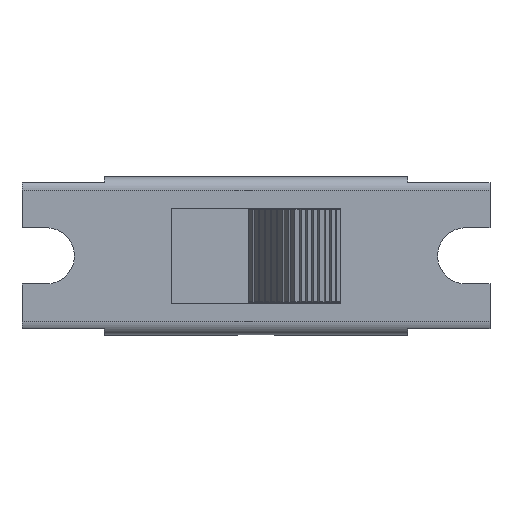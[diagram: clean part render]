
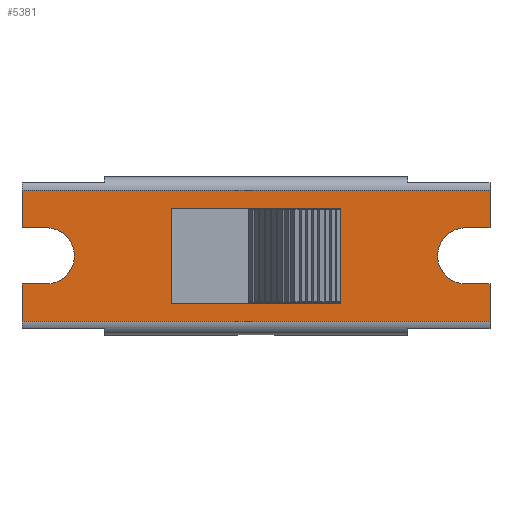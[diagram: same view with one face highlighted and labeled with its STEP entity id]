
A CAD part, top view. The second image highlights one B-rep face of the part: STEP entity #5381.
In plain terms, the highlighted planar face has unit normal (0, 0, 1).
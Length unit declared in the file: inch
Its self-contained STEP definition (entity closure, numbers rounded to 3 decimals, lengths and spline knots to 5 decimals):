
#2512=CARTESIAN_POINT('',(0.13976,0.07598,0.25));
#2513=VERTEX_POINT('',#2512);
#2514=CARTESIAN_POINT('',(0.13976,-0.07598,0.25));
#2515=VERTEX_POINT('',#2514);
#2516=CARTESIAN_POINT('',(0.13976,0.07598,0.25));
#2517=DIRECTION('',(0.0,-1.0,0.0));
#2518=VECTOR('',#2517,0.15197);
#2519=LINE('',#2516,#2518);
#2520=EDGE_CURVE('',#2513,#2515,#2519,.T.);
#4109=CARTESIAN_POINT('',(0.13976,0.07874,0.25));
#4110=VERTEX_POINT('',#4109);
#4111=CARTESIAN_POINT('',(0.13976,0.07874,0.25));
#4112=DIRECTION('',(0.0,-1.0,0.0));
#4113=VECTOR('',#4112,0.00276);
#4114=LINE('',#4111,#4113);
#4115=EDGE_CURVE('',#4110,#2513,#4114,.T.);
#4134=CARTESIAN_POINT('',(0.13976,-0.07874,0.25));
#4135=VERTEX_POINT('',#4134);
#4142=CARTESIAN_POINT('',(0.13976,-0.07598,0.25));
#4143=DIRECTION('',(0.0,-1.0,0.0));
#4144=VECTOR('',#4143,0.00276);
#4145=LINE('',#4142,#4144);
#4146=EDGE_CURVE('',#2515,#4135,#4145,.T.);
#4962=CARTESIAN_POINT('',(-0.38504,0.10787,0.25));
#4963=VERTEX_POINT('',#4962);
#4971=CARTESIAN_POINT('',(0.38504,0.10787,0.25));
#4972=VERTEX_POINT('',#4971);
#4973=CARTESIAN_POINT('',(-0.38504,0.10787,0.25));
#4974=DIRECTION('',(1.0,0.0,0.0));
#4975=VECTOR('',#4974,0.77008);
#4976=LINE('',#4973,#4975);
#4977=EDGE_CURVE('',#4963,#4972,#4976,.T.);
#5192=CARTESIAN_POINT('',(0.38504,-0.10787,0.25));
#5193=VERTEX_POINT('',#5192);
#5201=CARTESIAN_POINT('',(-0.38504,-0.10787,0.25));
#5202=VERTEX_POINT('',#5201);
#5203=CARTESIAN_POINT('',(0.38504,-0.10787,0.25));
#5204=DIRECTION('',(-1.0,0.0,0.0));
#5205=VECTOR('',#5204,0.77008);
#5206=LINE('',#5203,#5205);
#5207=EDGE_CURVE('',#5193,#5202,#5206,.T.);
#5255=CARTESIAN_POINT('',(-0.38504,-0.04626,0.25));
#5256=VERTEX_POINT('',#5255);
#5257=CARTESIAN_POINT('',(-0.38504,-0.10787,0.25));
#5258=DIRECTION('',(0.0,1.0,0.0));
#5259=VECTOR('',#5258,0.06161);
#5260=LINE('',#5257,#5259);
#5261=EDGE_CURVE('',#5202,#5256,#5260,.T.);
#5274=CARTESIAN_POINT('',(-0.42354,-0.11866,0.25));
#5275=DIRECTION('',(0.0,0.0,1.0));
#5276=DIRECTION('',(1.0,0.0,0.0));
#5277=AXIS2_PLACEMENT_3D('',#5274,#5275,#5276);
#5278=PLANE('',#5277);
#5279=ORIENTED_EDGE('',*,*,#4977,.F.);
#5280=CARTESIAN_POINT('',(-0.38504,0.04626,0.25));
#5281=VERTEX_POINT('',#5280);
#5282=CARTESIAN_POINT('',(-0.38504,0.04626,0.25));
#5283=DIRECTION('',(0.0,1.0,0.0));
#5284=VECTOR('',#5283,0.06161);
#5285=LINE('',#5282,#5284);
#5286=EDGE_CURVE('',#5281,#4963,#5285,.T.);
#5287=ORIENTED_EDGE('',*,*,#5286,.F.);
#5288=CARTESIAN_POINT('',(-0.34508,0.04626,0.25));
#5289=VERTEX_POINT('',#5288);
#5290=CARTESIAN_POINT('',(-0.34508,0.04626,0.25));
#5291=DIRECTION('',(-1.0,0.0,0.0));
#5292=VECTOR('',#5291,0.03996);
#5293=LINE('',#5290,#5292);
#5294=EDGE_CURVE('',#5289,#5281,#5293,.T.);
#5295=ORIENTED_EDGE('',*,*,#5294,.F.);
#5296=CARTESIAN_POINT('',(-0.34508,-0.04626,0.25));
#5297=VERTEX_POINT('',#5296);
#5298=CARTESIAN_POINT('',(-0.34508,0.0,0.25));
#5299=DIRECTION('',(0.0,0.0,1.0));
#5300=DIRECTION('',(0.0,-1.0,0.0));
#5301=AXIS2_PLACEMENT_3D('',#5298,#5299,#5300);
#5302=CIRCLE('',#5301,0.04626);
#5303=EDGE_CURVE('',#5297,#5289,#5302,.T.);
#5304=ORIENTED_EDGE('',*,*,#5303,.F.);
#5305=CARTESIAN_POINT('',(-0.38504,-0.04626,0.25));
#5306=DIRECTION('',(1.0,0.0,0.0));
#5307=VECTOR('',#5306,0.03996);
#5308=LINE('',#5305,#5307);
#5309=EDGE_CURVE('',#5256,#5297,#5308,.T.);
#5310=ORIENTED_EDGE('',*,*,#5309,.F.);
#5311=ORIENTED_EDGE('',*,*,#5261,.F.);
#5312=ORIENTED_EDGE('',*,*,#5207,.F.);
#5313=CARTESIAN_POINT('',(0.38504,-0.04626,0.25));
#5314=VERTEX_POINT('',#5313);
#5315=CARTESIAN_POINT('',(0.38504,-0.04626,0.25));
#5316=DIRECTION('',(0.0,-1.0,0.0));
#5317=VECTOR('',#5316,0.06161);
#5318=LINE('',#5315,#5317);
#5319=EDGE_CURVE('',#5314,#5193,#5318,.T.);
#5320=ORIENTED_EDGE('',*,*,#5319,.F.);
#5321=CARTESIAN_POINT('',(0.34508,-0.04626,0.25));
#5322=VERTEX_POINT('',#5321);
#5323=CARTESIAN_POINT('',(0.34508,-0.04626,0.25));
#5324=DIRECTION('',(1.0,0.0,0.0));
#5325=VECTOR('',#5324,0.03996);
#5326=LINE('',#5323,#5325);
#5327=EDGE_CURVE('',#5322,#5314,#5326,.T.);
#5328=ORIENTED_EDGE('',*,*,#5327,.F.);
#5329=CARTESIAN_POINT('',(0.34508,0.04626,0.25));
#5330=VERTEX_POINT('',#5329);
#5331=CARTESIAN_POINT('',(0.34508,0.0,0.25));
#5332=DIRECTION('',(0.0,0.0,1.0));
#5333=DIRECTION('',(0.0,1.0,0.0));
#5334=AXIS2_PLACEMENT_3D('',#5331,#5332,#5333);
#5335=CIRCLE('',#5334,0.04626);
#5336=EDGE_CURVE('',#5330,#5322,#5335,.T.);
#5337=ORIENTED_EDGE('',*,*,#5336,.F.);
#5338=CARTESIAN_POINT('',(0.38504,0.04626,0.25));
#5339=VERTEX_POINT('',#5338);
#5340=CARTESIAN_POINT('',(0.38504,0.04626,0.25));
#5341=DIRECTION('',(-1.0,0.0,0.0));
#5342=VECTOR('',#5341,0.03996);
#5343=LINE('',#5340,#5342);
#5344=EDGE_CURVE('',#5339,#5330,#5343,.T.);
#5345=ORIENTED_EDGE('',*,*,#5344,.F.);
#5346=CARTESIAN_POINT('',(0.38504,0.10787,0.25));
#5347=DIRECTION('',(0.0,-1.0,0.0));
#5348=VECTOR('',#5347,0.06161);
#5349=LINE('',#5346,#5348);
#5350=EDGE_CURVE('',#4972,#5339,#5349,.T.);
#5351=ORIENTED_EDGE('',*,*,#5350,.F.);
#5352=EDGE_LOOP('',(#5279,#5287,#5295,#5304,#5310,#5311,#5312,#5320,#5328,#5337,#5345,#5351));
#5353=FACE_OUTER_BOUND('',#5352,.T.);
#5354=ORIENTED_EDGE('',*,*,#4115,.T.);
#5355=ORIENTED_EDGE('',*,*,#2520,.T.);
#5356=ORIENTED_EDGE('',*,*,#4146,.T.);
#5357=CARTESIAN_POINT('',(-0.13976,-0.07874,0.25));
#5358=VERTEX_POINT('',#5357);
#5359=CARTESIAN_POINT('',(0.13976,-0.07874,0.25));
#5360=DIRECTION('',(-1.0,0.0,0.0));
#5361=VECTOR('',#5360,0.27953);
#5362=LINE('',#5359,#5361);
#5363=EDGE_CURVE('',#4135,#5358,#5362,.T.);
#5364=ORIENTED_EDGE('',*,*,#5363,.T.);
#5365=CARTESIAN_POINT('',(-0.13976,0.07874,0.25));
#5366=VERTEX_POINT('',#5365);
#5367=CARTESIAN_POINT('',(-0.13976,-0.07874,0.25));
#5368=DIRECTION('',(0.0,1.0,0.0));
#5369=VECTOR('',#5368,0.15748);
#5370=LINE('',#5367,#5369);
#5371=EDGE_CURVE('',#5358,#5366,#5370,.T.);
#5372=ORIENTED_EDGE('',*,*,#5371,.T.);
#5373=CARTESIAN_POINT('',(-0.13976,0.07874,0.25));
#5374=DIRECTION('',(1.0,0.0,0.0));
#5375=VECTOR('',#5374,0.27953);
#5376=LINE('',#5373,#5375);
#5377=EDGE_CURVE('',#5366,#4110,#5376,.T.);
#5378=ORIENTED_EDGE('',*,*,#5377,.T.);
#5379=EDGE_LOOP('',(#5354,#5355,#5356,#5364,#5372,#5378));
#5380=FACE_BOUND('',#5379,.T.);
#5381=ADVANCED_FACE('',(#5353,#5380),#5278,.T.);
